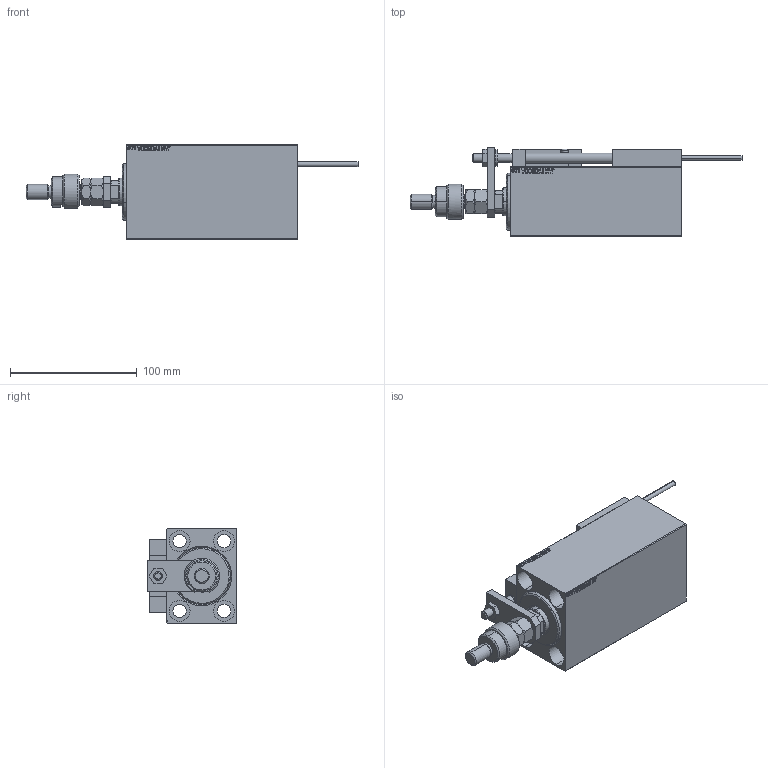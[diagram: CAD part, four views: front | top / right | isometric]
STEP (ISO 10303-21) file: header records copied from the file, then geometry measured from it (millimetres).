
FILE_DESCRIPTION (( 'STEP AP203' ), '1' );
FILE_NAME ('9a6e.STEP', '2022-04-17T01:37:07', ( '' ), ( '' ), 'SwSTEP 2.0', 'SolidWorks 2019', '' );
FILE_SCHEMA (( 'CONFIG_CONTROL_DESIGN' ));
Length unit declared in the file: millimetre
Products named in the file (18): FEMALE_PART_FOR_DFA 3d926f503a44b6e7cb9eeb9e4795c74b; SWITCH DIM B,W 3d926f503a44b6e7cb9eeb9e4795c74b; TYC_L79 3d926f503a44b6e7cb9eeb9e4795c74b; KONCOVKA 3d926f503a44b6e7cb9eeb9e4795c74b; MAGNET 3d926f503a44b6e7cb9eeb9e4795c74b; NUT_D12 3d926f503a44b6e7cb9eeb9e4795c74b; 9a6e; ALLEN BOLT D8 3d926f503a44b6e7cb9eeb9e4795c74b; ZARAZKA 3d926f503a44b6e7cb9eeb9e4795c74b; SWITCH X 3d926f503a44b6e7cb9eeb9e4795c74b; X_Y_DFA 3d926f503a44b6e7cb9eeb9e4795c74b; V450CM_C_VCP 3d926f503a44b6e7cb9eeb9e4795c74b; ALLEN BOLT D5 3d926f503a44b6e7cb9eeb9e4795c74b; V450CM_C_Body 3d926f503a44b6e7cb9eeb9e4795c74b; V450CM_VC_B 3d926f503a44b6e7cb9eeb9e4795c74b; SWITCH_X_FRONT_BACK 3d926f503a44b6e7cb9eeb9e4795c74b; MFA 3d926f503a44b6e7cb9eeb9e4795c74b; Block 3d926f503a44b6e7cb9eeb9e4795c74b
Assembly tree (27 placements, depth 3):
  9a6e
    V450CM_C_Body 3d926f503a44b6e7cb9eeb9e4795c74b
    SWITCH X 3d926f503a44b6e7cb9eeb9e4795c74b
      SWITCH_X_FRONT_BACK 3d926f503a44b6e7cb9eeb9e4795c74b  x2
      TYC_L79 3d926f503a44b6e7cb9eeb9e4795c74b
      Block 3d926f503a44b6e7cb9eeb9e4795c74b  x2
      ALLEN BOLT D5 3d926f503a44b6e7cb9eeb9e4795c74b  x4
      ALLEN BOLT D8 3d926f503a44b6e7cb9eeb9e4795c74b  x4
      MAGNET 3d926f503a44b6e7cb9eeb9e4795c74b  x2
      KONCOVKA 3d926f503a44b6e7cb9eeb9e4795c74b  x2
    NUT_D12 3d926f503a44b6e7cb9eeb9e4795c74b
    SWITCH DIM B,W 3d926f503a44b6e7cb9eeb9e4795c74b
    ZARAZKA 3d926f503a44b6e7cb9eeb9e4795c74b
    V450CM_C_VCP 3d926f503a44b6e7cb9eeb9e4795c74b
    V450CM_VC_B 3d926f503a44b6e7cb9eeb9e4795c74b
    X_Y_DFA 3d926f503a44b6e7cb9eeb9e4795c74b
      FEMALE_PART_FOR_DFA 3d926f503a44b6e7cb9eeb9e4795c74b
      MFA 3d926f503a44b6e7cb9eeb9e4795c74b
Bounding box: 262 x 70.5 x 75 mm (x, y, z)
Volume: 535346 mm3; surface area: 128650.7 mm2
Topology: 25 solids, 25 shells, 1367 faces, 3255 edges, 2069 vertices
Faces by surface type: plane 588, bspline 380, cylinder 201, cone 146, torus 48, sphere 4
Entity records: 53123 total; most frequent: CARTESIAN_POINT 26740, ORIENTED_EDGE 5530, DIRECTION 3837, EDGE_CURVE 2765, VERTEX_POINT 1793, VECTOR 1545, LINE 1545, EDGE_LOOP 1280
